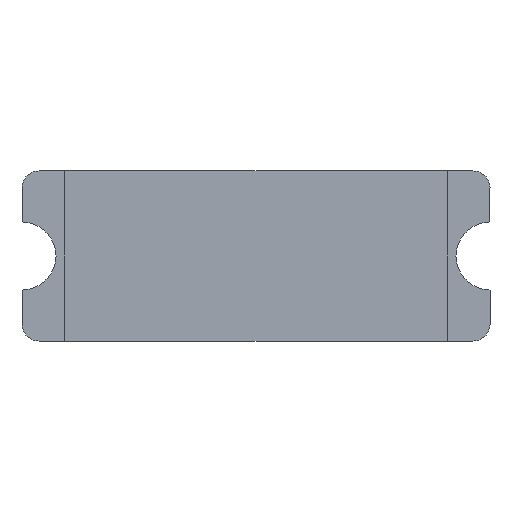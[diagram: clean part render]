
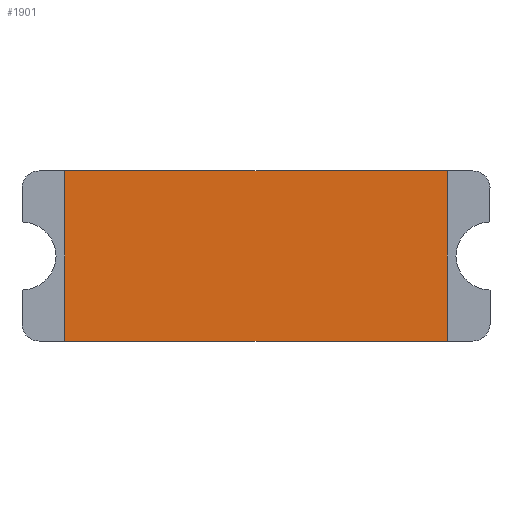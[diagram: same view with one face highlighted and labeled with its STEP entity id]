
A CAD part, front view. The second image highlights one B-rep face of the part: STEP entity #1901.
In plain terms, the highlighted planar face has unit normal (0, -1, 0).
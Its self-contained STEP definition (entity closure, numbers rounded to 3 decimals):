
#246=FACE_OUTER_BOUND('',#357,.T.);
#357=EDGE_LOOP('',(#1276,#1277,#1278,#1279));
#463=LINE('',#2346,#612);
#467=LINE('',#2354,#616);
#470=LINE('',#2360,#619);
#473=LINE('',#2365,#622);
#612=VECTOR('',#2085,10.);
#616=VECTOR('',#2091,10.);
#619=VECTOR('',#2096,10.);
#622=VECTOR('',#2101,10.);
#761=VERTEX_POINT('',#2344);
#762=VERTEX_POINT('',#2345);
#765=VERTEX_POINT('',#2353);
#767=VERTEX_POINT('',#2359);
#959=EDGE_CURVE('',#761,#762,#463,.T.);
#963=EDGE_CURVE('',#762,#765,#467,.T.);
#966=EDGE_CURVE('',#765,#767,#470,.T.);
#969=EDGE_CURVE('',#761,#767,#473,.T.);
#1276=ORIENTED_EDGE('',*,*,#969,.F.);
#1277=ORIENTED_EDGE('',*,*,#959,.T.);
#1278=ORIENTED_EDGE('',*,*,#963,.T.);
#1279=ORIENTED_EDGE('',*,*,#966,.T.);
#1855=PLANE('',#2031);
#1901=ADVANCED_FACE('',(#246),#1855,.F.);
#2031=AXIS2_PLACEMENT_3D('',#2368,#2105,#2106);
#2085=DIRECTION('',(1.,0.,0.));
#2091=DIRECTION('',(0.,0.,1.));
#2096=DIRECTION('',(-1.,0.,0.));
#2101=DIRECTION('',(0.,0.,1.));
#2105=DIRECTION('center_axis',(0.,1.,0.));
#2106=DIRECTION('ref_axis',(1.,0.,0.));
#2344=CARTESIAN_POINT('',(-2.25,0.,-1.));
#2345=CARTESIAN_POINT('',(2.25,0.,-1.));
#2346=CARTESIAN_POINT('',(-2.55,0.,-1.));
#2353=CARTESIAN_POINT('',(2.25,0.,1.));
#2354=CARTESIAN_POINT('',(2.25,0.,-1.));
#2359=CARTESIAN_POINT('',(-2.25,0.,1.));
#2360=CARTESIAN_POINT('',(2.55,0.,1.));
#2365=CARTESIAN_POINT('',(-2.25,0.,-1.));
#2368=CARTESIAN_POINT('Origin',(0.,0.,0.));
